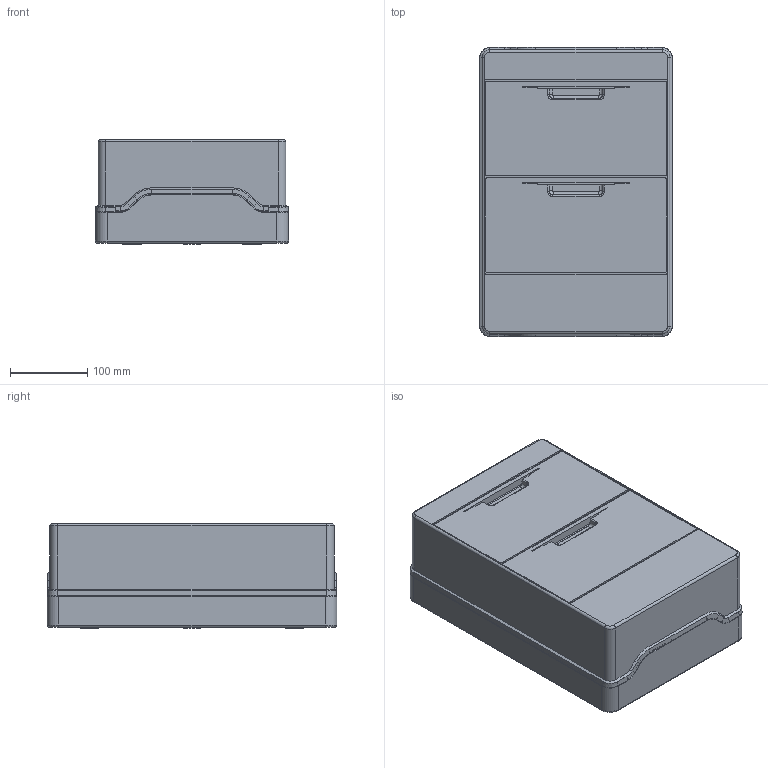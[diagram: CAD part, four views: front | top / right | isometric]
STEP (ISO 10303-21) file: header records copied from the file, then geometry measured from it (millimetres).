
FILE_DESCRIPTION((''),'2;1');
FILE_NAME('GW40007_ASM','2021-07-16T10:04:22',('User'),('Axiro Italia'),'CREO PARAMETRIC BY PTC INC, 2020354','CREO PARAMETRIC BY PTC INC, 2020354','');
FILE_SCHEMA(('CONFIG_CONTROL_DESIGN'));
Length unit declared in the file: millimetre
Products named in the file (4): GW40007_SCATOLA_OR; GW40007_COPERCHIO_REV01_OR; GUIDA_DIN_12_1; GW40007_ASM
Assembly tree (4 placements, depth 2):
  GW40007_ASM
    GW40007_SCATOLA_OR
    GW40007_COPERCHIO_REV01_OR
    GUIDA_DIN_12_1  x2
Bounding box: 250.2 x 375 x 136 mm (x, y, z)
Volume: 3516067.4 mm3; surface area: 843022.3 mm2
Topology: 4 solids, 4 shells, 934 faces, 2492 edges, 1632 vertices
Faces by surface type: plane 552, cylinder 282, cone 84, torus 8, bspline 8
Entity records: 28500 total; most frequent: CARTESIAN_POINT 5768, DIRECTION 4748, ORIENTED_EDGE 4720, EDGE_CURVE 2360, VECTOR 1620, LINE 1620, AXIS2_PLACEMENT_3D 1564, VERTEX_POINT 1544
